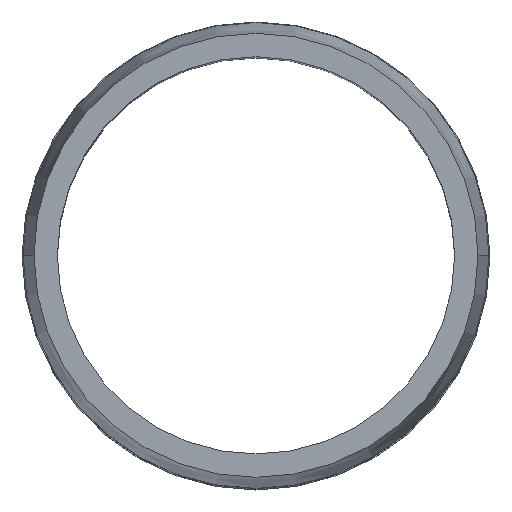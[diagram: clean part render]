
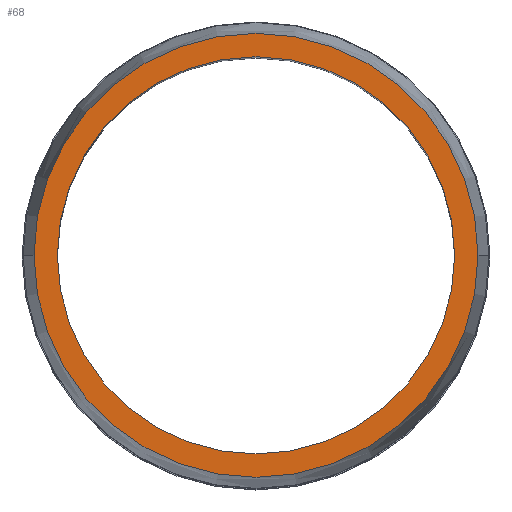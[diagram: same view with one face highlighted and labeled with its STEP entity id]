
A CAD part, top view. The second image highlights one B-rep face of the part: STEP entity #68.
In plain terms, the highlighted planar face has unit normal (0, 0, 1).
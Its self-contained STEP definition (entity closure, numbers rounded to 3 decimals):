
#68 = ADVANCED_FACE ( 'NONE', ( #453, #515 ), #514, .F. ) ;
#69 = ORIENTED_EDGE ( 'NONE', *, *, #140, .T. ) ;
#71 = EDGE_CURVE ( 'NONE', #81, #234, #500, .T. ) ;
#72 = ORIENTED_EDGE ( 'NONE', *, *, #92, .T. ) ;
#81 = VERTEX_POINT ( 'NONE', #493 ) ;
#92 = EDGE_CURVE ( 'NONE', #234, #81, #502, .T. ) ;
#140 = EDGE_CURVE ( 'NONE', #150, #145, #578, .T. ) ;
#141 = ORIENTED_EDGE ( 'NONE', *, *, #236, .T. ) ;
#142 = EDGE_LOOP ( 'NONE', ( #218, #72 ) ) ;
#145 = VERTEX_POINT ( 'NONE', #607 ) ;
#150 = VERTEX_POINT ( 'NONE', #571 ) ;
#218 = ORIENTED_EDGE ( 'NONE', *, *, #71, .T. ) ;
#224 = EDGE_LOOP ( 'NONE', ( #69, #141 ) ) ;
#234 = VERTEX_POINT ( 'NONE', #635 ) ;
#236 = EDGE_CURVE ( 'NONE', #145, #150, #633, .T. ) ;
#440 = DIRECTION ( 'NONE',  ( -1., 0., 0. ) ) ;
#441 = DIRECTION ( 'NONE',  ( 0., 0., -1. ) ) ;
#442 = CARTESIAN_POINT ( 'NONE',  ( 0., 21.2, 0. ) ) ;
#443 = AXIS2_PLACEMENT_3D ( 'NONE', #442, #441, #440 ) ;
#453 = FACE_BOUND ( 'NONE', #224, .T. ) ;
#479 = DIRECTION ( 'NONE',  ( 1., 0., 0. ) ) ;
#480 = DIRECTION ( 'NONE',  ( 0., 0., 1. ) ) ;
#481 = CARTESIAN_POINT ( 'NONE',  ( 0., 0., 0. ) ) ;
#482 = AXIS2_PLACEMENT_3D ( 'NONE', #481, #480, #479 ) ;
#493 = CARTESIAN_POINT ( 'NONE',  ( -20.118, 0., 0. ) ) ;
#496 = DIRECTION ( 'NONE',  ( 1., 0., 0. ) ) ;
#497 = DIRECTION ( 'NONE',  ( 0., 0., 1. ) ) ;
#498 = CARTESIAN_POINT ( 'NONE',  ( 0., 0., 0. ) ) ;
#499 = AXIS2_PLACEMENT_3D ( 'NONE', #498, #497, #496 ) ;
#500 = CIRCLE ( 'NONE', #499, 20.118 ) ;
#502 = CIRCLE ( 'NONE', #482, 20.118 ) ;
#514 = PLANE ( 'NONE',  #443 ) ;
#515 = FACE_OUTER_BOUND ( 'NONE', #142, .T. ) ;
#548 = DIRECTION ( 'NONE',  ( 0., 1., 0. ) ) ;
#571 = CARTESIAN_POINT ( 'NONE',  ( 0., 18., 0. ) ) ;
#576 = DIRECTION ( 'NONE',  ( 0., 0., -1. ) ) ;
#577 = AXIS2_PLACEMENT_3D ( 'NONE', #611, #576, #548 ) ;
#578 = CIRCLE ( 'NONE', #577, 18. ) ;
#607 = CARTESIAN_POINT ( 'NONE',  ( 0., -18., 0. ) ) ;
#611 = CARTESIAN_POINT ( 'NONE',  ( 0., 0., 0. ) ) ;
#629 = DIRECTION ( 'NONE',  ( 0., 1., 0. ) ) ;
#630 = DIRECTION ( 'NONE',  ( 0., 0., -1. ) ) ;
#631 = CARTESIAN_POINT ( 'NONE',  ( 0., 0., 0. ) ) ;
#632 = AXIS2_PLACEMENT_3D ( 'NONE', #631, #630, #629 ) ;
#633 = CIRCLE ( 'NONE', #632, 18. ) ;
#635 = CARTESIAN_POINT ( 'NONE',  ( 20.118, 0., 0. ) ) ;
